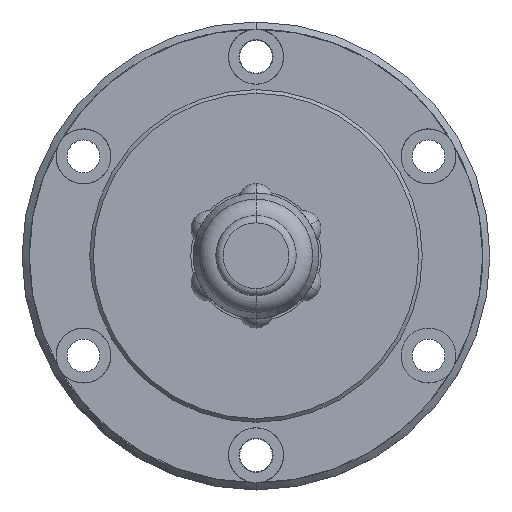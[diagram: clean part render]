
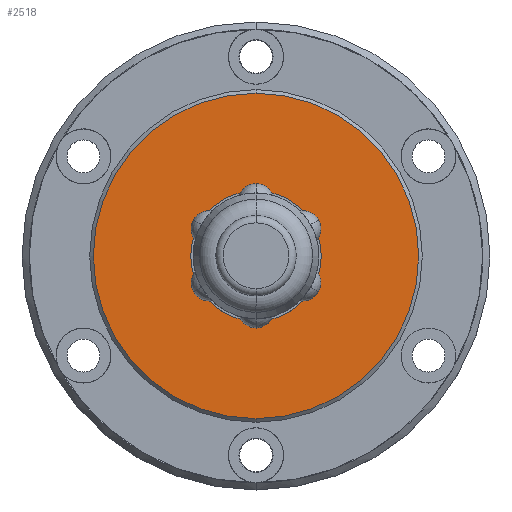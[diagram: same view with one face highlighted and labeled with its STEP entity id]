
A CAD part, top view. The second image highlights one B-rep face of the part: STEP entity #2518.
In plain terms, the highlighted planar face has unit normal (0, 0, 1).
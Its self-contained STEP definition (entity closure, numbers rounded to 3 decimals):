
#2291=CARTESIAN_POINT('POINT4270',(0.,17.85,
   15.));
#2292=VERTEX_POINT('VERTEX4270',#2291);
#2300=CARTESIAN_POINT('POINT4271',(0.,-17.85,
   15.));
#2301=VERTEX_POINT('VERTEX4271',#2300);
#2308=CARTESIAN_POINT('POS6334',(0.,0.,
   15.));
#2309=DIRECTION('DIR9411',(0.,0.,1.));
#2310=DIRECTION('DIR9412',(0.,1.,0.));
#2311=AXIS2_PLACEMENT_3D('AXIS3078',#2308,#2309,#2310);
#2312=CIRCLE('ELLIPSE1555',#2311,17.85);
#2313=EDGE_CURVE('EDGE7003',#2301,#2292,#2312,.T.);
#2324=EDGE_CURVE('EDGE7004',#2292,#2301,#2312,.T.);
#2494=ORIENTED_EDGE('COEDGE14033',*,*,#2324,.F.);
#2495=ORIENTED_EDGE('COEDGE14034',*,*,#2313,.F.);
#2496=EDGE_LOOP('NONE',(#2494,#2495));
#2497=FACE_BOUND('LOOP1',#2496,.T.);
#2498=CARTESIAN_POINT('POINT4282',(0.,44.5,
   15.));
#2499=VERTEX_POINT('VERTEX4282',#2498);
#2500=CARTESIAN_POINT('POINT4283',(0.,-44.5,
   15.));
#2501=VERTEX_POINT('VERTEX4283',#2500);
#2502=CARTESIAN_POINT('POS6348',(0.,0.,
   15.));
#2503=DIRECTION('DIR9435',(0.,0.,1.));
#2504=DIRECTION('DIR9436',(0.,1.,0.));
#2505=AXIS2_PLACEMENT_3D('AXIS3088',#2502,#2503,#2504);
#2506=CIRCLE('ELLIPSE1561',#2505,44.5);
#2507=EDGE_CURVE('EDGE7023',#2499,#2501,#2506,.T.);
#2508=ORIENTED_EDGE('COEDGE14035',*,*,#2507,.T.);
#2509=EDGE_CURVE('EDGE7024',#2501,#2499,#2506,.T.);
#2510=ORIENTED_EDGE('COEDGE14036',*,*,#2509,.T.);
#2511=EDGE_LOOP('NONE',(#2508,#2510));
#2512=FACE_BOUND('LOOP1',#2511,.T.);
#2513=CARTESIAN_POINT('POS6349',(0.,31.175,
   15.));
#2514=DIRECTION('DIR9437',(0.,0.,1.));
#2515=DIRECTION('DIR9438',(1.,0.,0.));
#2516=AXIS2_PLACEMENT_3D('AXIS3089',#2513,#2514,#2515);
#2517=PLANE('PLANE902',#2516);
#2518=ADVANCED_FACE('FACE2900',(#2497,#2512),#2517,.T.);
